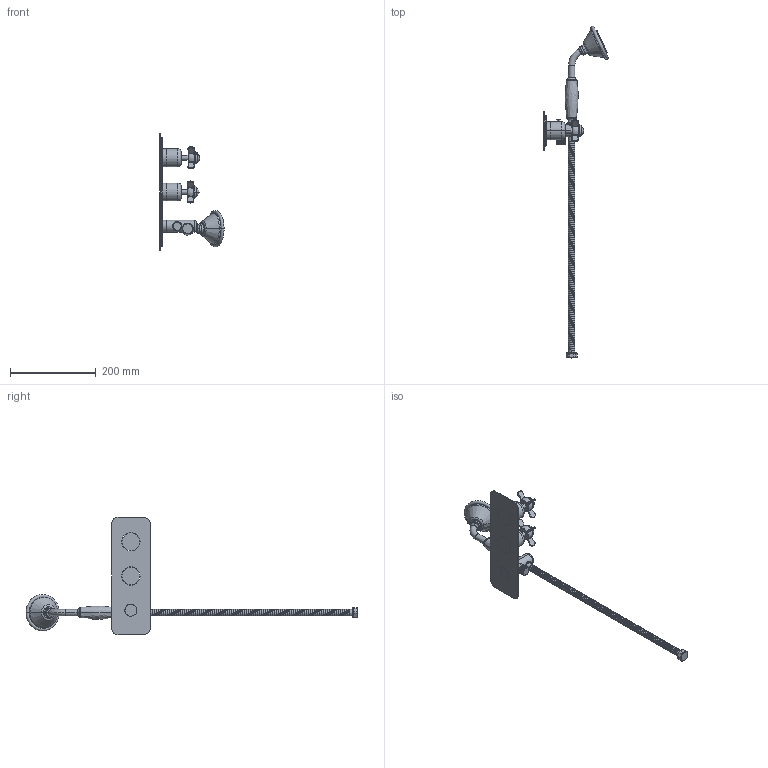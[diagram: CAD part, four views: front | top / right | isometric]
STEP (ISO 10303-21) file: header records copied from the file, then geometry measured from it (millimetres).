
FILE_DESCRIPTION((''),'2;1');
FILE_NAME('98868_ASM','2018-08-09T',('MQ'),(''),'PRO/ENGINEER BY PARAMETRIC TECHNOLOGY CORPORATION, 2012130','PRO/ENGINEER BY PARAMETRIC TECHNOLOGY CORPORATION, 2012130','');
FILE_SCHEMA(('CONFIG_CONTROL_DESIGN'));
Products named in the file (9): 85693; HOSE; HANDLESHOWER; 96; ACCROSSHANDLE-04; ACCROSSHANDLE-03; 98; ACCROSSHANDLE_ASM; 98868_ASM
Assembly tree (10 placements, depth 3):
  98868_ASM
    85693
    HOSE
    HANDLESHOWER
    96
    ACCROSSHANDLE-04
    ACCROSSHANDLE-03
    98
    ACCROSSHANDLE_ASM
      ACCROSSHANDLE-04
      ACCROSSHANDLE-03
Bounding box: 150.15 x 776.62 x 275 mm (x, y, z)
Volume: 608602.4 mm3; surface area: 161529.3 mm2
Topology: 11 solids, 11 shells, 1315 faces, 3215 edges, 2083 vertices
Faces by surface type: cylinder 635, plane 246, bspline 165, cone 154, torus 108, sphere 6, extrusion 1
Entity records: 58489 total; most frequent: CARTESIAN_POINT 31091, ORIENTED_EDGE 5866, DIRECTION 5334, EDGE_CURVE 2933, AXIS2_PLACEMENT_3D 2202, VERTEX_POINT 1916, EDGE_LOOP 1367, FACE_OUTER_BOUND 1198
